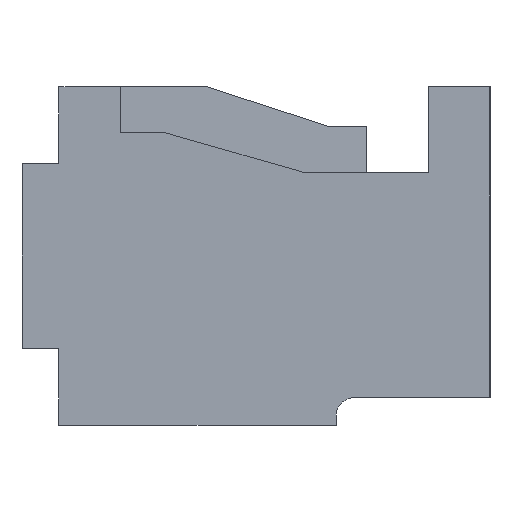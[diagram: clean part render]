
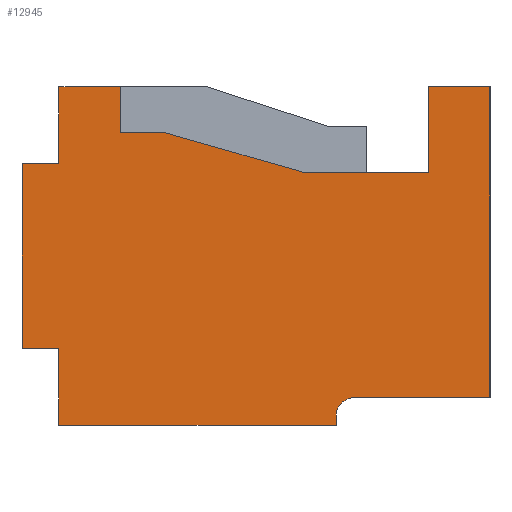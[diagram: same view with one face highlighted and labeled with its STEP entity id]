
A CAD part, left-side view. The second image highlights one B-rep face of the part: STEP entity #12945.
In plain terms, the highlighted planar face has unit normal (-1, 0, 0).
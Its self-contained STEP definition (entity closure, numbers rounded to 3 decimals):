
#13=DIRECTION('',(0.,-1.,0.));
#14=VECTOR('',#13,2.25);
#15=CARTESIAN_POINT('',(-15.2,1.6,-1.375));
#16=LINE('',#15,#14);
#17=DIRECTION('',(0.,0.,1.));
#18=VECTOR('',#17,0.075);
#19=CARTESIAN_POINT('',(-15.2,-0.65,-1.375));
#20=LINE('',#19,#18);
#21=DIRECTION('',(0.,0.,1.));
#22=VECTOR('',#21,0.625);
#23=CARTESIAN_POINT('',(-15.2,1.6,-1.375));
#24=LINE('',#23,#22);
#25=DIRECTION('',(0.,-1.,0.));
#26=VECTOR('',#25,0.3);
#27=CARTESIAN_POINT('',(-15.2,1.9,-0.75));
#28=LINE('',#27,#26);
#29=DIRECTION('',(0.,0.,1.));
#30=VECTOR('',#29,1.5);
#31=CARTESIAN_POINT('',(-15.2,1.9,-0.75));
#32=LINE('',#31,#30);
#33=DIRECTION('',(0.,-1.,0.));
#34=VECTOR('',#33,0.3);
#35=CARTESIAN_POINT('',(-15.2,1.9,0.75));
#36=LINE('',#35,#34);
#37=DIRECTION('',(0.,0.,-1.));
#38=VECTOR('',#37,0.625);
#39=CARTESIAN_POINT('',(-15.2,1.6,1.375));
#40=LINE('',#39,#38);
#41=DIRECTION('',(0.,0.,-1.));
#42=VECTOR('',#41,0.375);
#43=CARTESIAN_POINT('',(-15.2,1.1,1.375));
#44=LINE('',#43,#42);
#45=DIRECTION('',(0.,1.,0.));
#46=VECTOR('',#45,0.367);
#47=CARTESIAN_POINT('',(-15.2,0.733,1.));
#48=LINE('',#47,#46);
#49=DIRECTION('',(0.,0.961,0.276));
#50=VECTOR('',#49,1.179);
#51=CARTESIAN_POINT('',(-15.2,-0.4,0.675));
#52=LINE('',#51,#50);
#53=DIRECTION('',(0.,1.,0.));
#54=VECTOR('',#53,1.);
#55=CARTESIAN_POINT('',(-15.2,-1.4,0.675));
#56=LINE('',#55,#54);
#57=DIRECTION('',(0.,0.,-1.));
#58=VECTOR('',#57,0.7);
#59=CARTESIAN_POINT('',(-15.2,-1.4,1.375));
#60=LINE('',#59,#58);
#61=DIRECTION('',(0.,1.,0.));
#62=VECTOR('',#61,1.1);
#63=CARTESIAN_POINT('',(-15.2,-1.9,-1.15));
#64=LINE('',#63,#62);
#65=CARTESIAN_POINT('',(-15.2,-0.8,-1.3));
#66=DIRECTION('',(1.,0.,0.));
#67=DIRECTION('',(0.,1.,0.));
#68=AXIS2_PLACEMENT_3D('',#65,#66,#67);
#1875=DIRECTION('',(0.,0.,1.));
#1876=VECTOR('',#1875,2.525);
#1877=CARTESIAN_POINT('',(-15.2,-1.9,-1.15));
#1878=LINE('',#1877,#1876);
#1959=DIRECTION('',(0.,-1.,0.));
#1960=VECTOR('',#1959,0.5);
#1961=CARTESIAN_POINT('',(-15.2,1.6,1.375));
#1962=LINE('',#1961,#1960);
#2443=DIRECTION('',(0.,-1.,0.));
#2444=VECTOR('',#2443,0.5);
#2445=CARTESIAN_POINT('',(-15.2,-1.4,1.375));
#2446=LINE('',#2445,#2444);
#9687=CARTESIAN_POINT('',(-15.2,-1.9,1.375));
#9689=VERTEX_POINT('',#9687);
#9691=CARTESIAN_POINT('',(-15.2,1.6,-1.375));
#9693=VERTEX_POINT('',#9691);
#9695=CARTESIAN_POINT('',(-15.2,1.6,1.375));
#9697=VERTEX_POINT('',#9695);
#9699=CARTESIAN_POINT('',(-15.2,1.6,0.75));
#9700=VERTEX_POINT('',#9699);
#9701=CARTESIAN_POINT('',(-15.2,1.9,0.75));
#9702=VERTEX_POINT('',#9701);
#9703=CARTESIAN_POINT('',(-15.2,1.9,-0.75));
#9704=CARTESIAN_POINT('',(-15.2,1.6,-0.75));
#9705=VERTEX_POINT('',#9703);
#9706=VERTEX_POINT('',#9704);
#9785=CARTESIAN_POINT('',(-15.2,-1.4,1.375));
#9786=CARTESIAN_POINT('',(-15.2,-1.4,0.675));
#9787=VERTEX_POINT('',#9785);
#9788=VERTEX_POINT('',#9786);
#9789=CARTESIAN_POINT('',(-15.2,-0.4,0.675));
#9790=VERTEX_POINT('',#9789);
#9791=CARTESIAN_POINT('',(-15.2,0.733,1.));
#9792=VERTEX_POINT('',#9791);
#9793=CARTESIAN_POINT('',(-15.2,1.1,1.));
#9794=VERTEX_POINT('',#9793);
#9795=CARTESIAN_POINT('',(-15.2,1.1,1.375));
#9796=VERTEX_POINT('',#9795);
#12259=CARTESIAN_POINT('',(-15.2,-0.65,-1.375));
#12261=VERTEX_POINT('',#12259);
#12263=CARTESIAN_POINT('',(-15.2,-0.65,-1.3));
#12264=VERTEX_POINT('',#12263);
#12265=CARTESIAN_POINT('',(-15.2,-0.8,-1.15));
#12266=VERTEX_POINT('',#12265);
#12267=CARTESIAN_POINT('',(-15.2,-1.9,-1.15));
#12268=VERTEX_POINT('',#12267);
#12906=CARTESIAN_POINT('',(-15.2,1.9,-1.375));
#12907=DIRECTION('',(-1.,0.,0.));
#12908=DIRECTION('',(0.,-1.,0.));
#12909=AXIS2_PLACEMENT_3D('',#12906,#12907,#12908);
#12910=PLANE('',#12909);
#12911=ORIENTED_EDGE('',*,*,#12897,.F.);
#12912=ORIENTED_EDGE('',*,*,#12886,.F.);
#12914=ORIENTED_EDGE('',*,*,#12913,.T.);
#12916=ORIENTED_EDGE('',*,*,#12915,.F.);
#12918=ORIENTED_EDGE('',*,*,#12917,.T.);
#12920=ORIENTED_EDGE('',*,*,#12919,.T.);
#12922=ORIENTED_EDGE('',*,*,#12921,.F.);
#12924=ORIENTED_EDGE('',*,*,#12923,.T.);
#12926=ORIENTED_EDGE('',*,*,#12925,.T.);
#12928=ORIENTED_EDGE('',*,*,#12927,.F.);
#12930=ORIENTED_EDGE('',*,*,#12929,.F.);
#12932=ORIENTED_EDGE('',*,*,#12931,.F.);
#12934=ORIENTED_EDGE('',*,*,#12933,.F.);
#12936=ORIENTED_EDGE('',*,*,#12935,.T.);
#12938=ORIENTED_EDGE('',*,*,#12937,.F.);
#12940=ORIENTED_EDGE('',*,*,#12939,.T.);
#12942=ORIENTED_EDGE('',*,*,#12941,.F.);
#12943=EDGE_LOOP('',(#12911,#12912,#12914,#12916,#12918,#12920,#12922,#12924,
#12926,#12928,#12930,#12932,#12934,#12936,#12938,#12940,#12942));
#12944=FACE_OUTER_BOUND('',#12943,.F.);
#12945=ADVANCED_FACE('',(#12944),#12910,.T.);
#69=CIRCLE('',#68,0.15);
#12886=EDGE_CURVE('',#9693,#12261,#16,.T.);
#12897=EDGE_CURVE('',#12261,#12264,#20,.T.);
#12913=EDGE_CURVE('',#9693,#9706,#24,.T.);
#12915=EDGE_CURVE('',#9705,#9706,#28,.T.);
#12917=EDGE_CURVE('',#9705,#9702,#32,.T.);
#12919=EDGE_CURVE('',#9702,#9700,#36,.T.);
#12921=EDGE_CURVE('',#9697,#9700,#40,.T.);
#12923=EDGE_CURVE('',#9697,#9796,#1962,.T.);
#12925=EDGE_CURVE('',#9796,#9794,#44,.T.);
#12927=EDGE_CURVE('',#9792,#9794,#48,.T.);
#12929=EDGE_CURVE('',#9790,#9792,#52,.T.);
#12931=EDGE_CURVE('',#9788,#9790,#56,.T.);
#12933=EDGE_CURVE('',#9787,#9788,#60,.T.);
#12935=EDGE_CURVE('',#9787,#9689,#2446,.T.);
#12937=EDGE_CURVE('',#12268,#9689,#1878,.T.);
#12939=EDGE_CURVE('',#12268,#12266,#64,.T.);
#12941=EDGE_CURVE('',#12264,#12266,#69,.T.);
